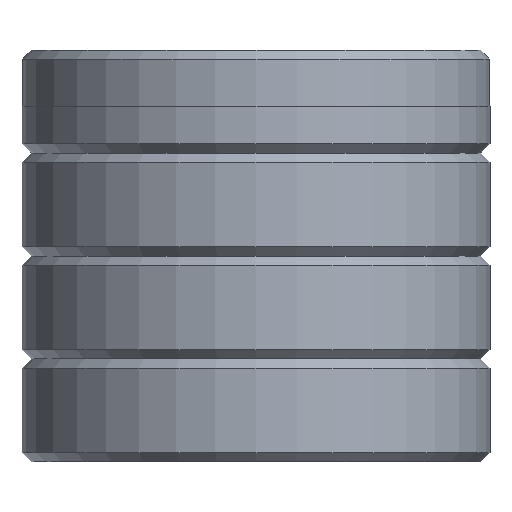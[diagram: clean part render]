
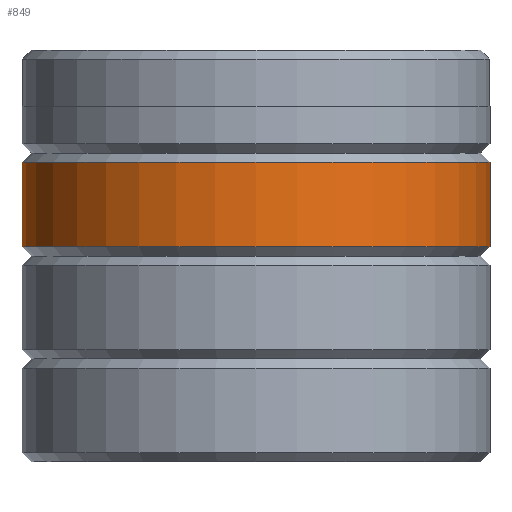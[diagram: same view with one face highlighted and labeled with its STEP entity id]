
A CAD part, front view. The second image highlights one B-rep face of the part: STEP entity #849.
In plain terms, the highlighted cylindrical face has radius 12.5 mm (diameter 25 mm), a partial arc.
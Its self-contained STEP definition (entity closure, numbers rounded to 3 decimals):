
#19 = EDGE_CURVE ( 'NONE', #1506, #996, #1173, .T. ) ;
#149 = CARTESIAN_POINT ( 'NONE',  ( 12.5, 0., 22. ) ) ;
#346 = AXIS2_PLACEMENT_3D ( 'NONE', #1385, #1093, #1240 ) ;
#375 = DIRECTION ( 'NONE',  ( 0., 0., -1. ) ) ;
#431 = DIRECTION ( 'NONE',  ( 0., 0., -1. ) ) ;
#463 = EDGE_LOOP ( 'NONE', ( #1735, #940, #1697, #1293 ) ) ;
#465 = CARTESIAN_POINT ( 'NONE',  ( 0., 0., 16. ) ) ;
#540 = CARTESIAN_POINT ( 'NONE',  ( -12.5, 0., 22. ) ) ;
#590 = VERTEX_POINT ( 'NONE', #1109 ) ;
#629 = DIRECTION ( 'NONE',  ( -1., 0., 0. ) ) ;
#698 = EDGE_CURVE ( 'NONE', #996, #590, #840, .T. ) ;
#775 = VECTOR ( 'NONE', #1825, 1000. ) ;
#800 = EDGE_CURVE ( 'NONE', #1506, #1944, #1115, .T. ) ;
#840 = CIRCLE ( 'NONE', #1116, 12.5 ) ;
#849 = ADVANCED_FACE ( 'NONE', ( #1006 ), #1711, .T. ) ;
#940 = ORIENTED_EDGE ( 'NONE', *, *, #800, .T. ) ;
#996 = VERTEX_POINT ( 'NONE', #1464 ) ;
#1006 = FACE_OUTER_BOUND ( 'NONE', #463, .T. ) ;
#1093 = DIRECTION ( 'NONE',  ( 0., 0., -1. ) ) ;
#1109 = CARTESIAN_POINT ( 'NONE',  ( -12.5, 0., 11.5 ) ) ;
#1115 = CIRCLE ( 'NONE', #1708, 12.5 ) ;
#1116 = AXIS2_PLACEMENT_3D ( 'NONE', #1343, #431, #1491 ) ;
#1156 = CARTESIAN_POINT ( 'NONE',  ( -12.5, 0., 16. ) ) ;
#1173 = LINE ( 'NONE', #149, #775 ) ;
#1216 = CARTESIAN_POINT ( 'NONE',  ( 12.5, 0., 16. ) ) ;
#1240 = DIRECTION ( 'NONE',  ( -1., 0., 0. ) ) ;
#1293 = ORIENTED_EDGE ( 'NONE', *, *, #698, .F. ) ;
#1308 = VECTOR ( 'NONE', #375, 1000. ) ;
#1343 = CARTESIAN_POINT ( 'NONE',  ( 0., 0., 11.5 ) ) ;
#1385 = CARTESIAN_POINT ( 'NONE',  ( 0., 0., 22. ) ) ;
#1464 = CARTESIAN_POINT ( 'NONE',  ( 12.5, 0., 11.5 ) ) ;
#1491 = DIRECTION ( 'NONE',  ( -1., 0., 0. ) ) ;
#1506 = VERTEX_POINT ( 'NONE', #1216 ) ;
#1522 = DIRECTION ( 'NONE',  ( 0., 0., -1. ) ) ;
#1697 = ORIENTED_EDGE ( 'NONE', *, *, #1891, .T. ) ;
#1708 = AXIS2_PLACEMENT_3D ( 'NONE', #465, #1522, #629 ) ;
#1711 = CYLINDRICAL_SURFACE ( 'NONE', #346, 12.5 ) ;
#1735 = ORIENTED_EDGE ( 'NONE', *, *, #19, .F. ) ;
#1794 = LINE ( 'NONE', #540, #1308 ) ;
#1825 = DIRECTION ( 'NONE',  ( 0., 0., -1. ) ) ;
#1891 = EDGE_CURVE ( 'NONE', #1944, #590, #1794, .T. ) ;
#1944 = VERTEX_POINT ( 'NONE', #1156 ) ;
